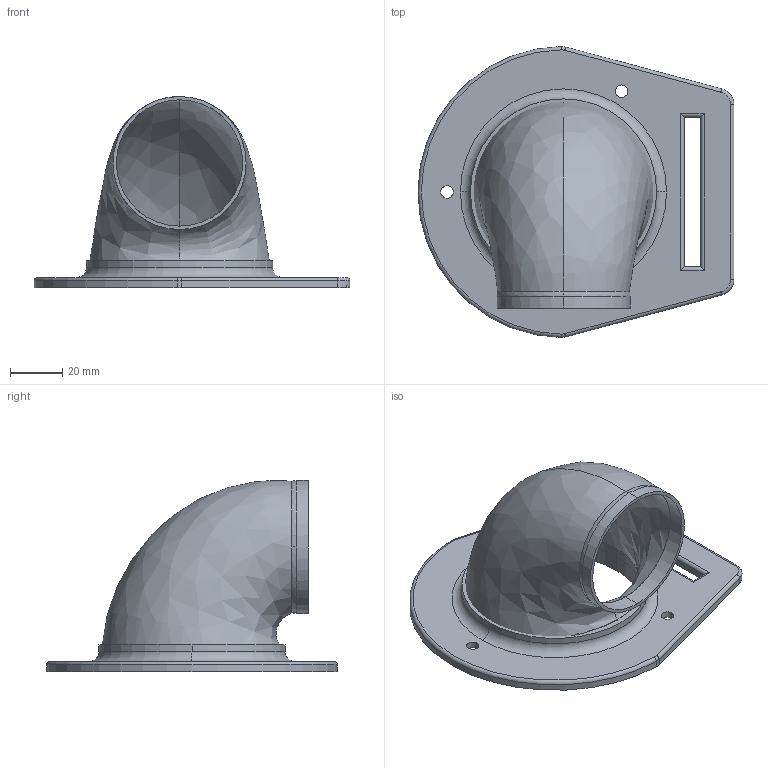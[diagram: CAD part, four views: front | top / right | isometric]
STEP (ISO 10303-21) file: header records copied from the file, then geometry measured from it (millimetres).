
FILE_DESCRIPTION((''),'2;1');
FILE_NAME('PIPERVENT_ASM','2021-11-20T11:21:48',('johnm'),(''),'CREO PARAMETRIC BY PTC INC, 2021063','CREO PARAMETRIC BY PTC INC, 2021063','');
FILE_SCHEMA(('CONFIG_CONTROL_DESIGN'));
Length unit declared in the file: inch
Products named in the file (3): BASE_VENT; VENT_VENT; PIPERVENT_ASM
Assembly tree (2 placements, depth 2):
  PIPERVENT_ASM
    BASE_VENT
    VENT_VENT
Bounding box: 120.65 x 111.11 x 72.96 mm (x, y, z)
Volume: 37119.4 mm3; surface area: 47922 mm2
Topology: 2 solids, 2 shells, 78 faces, 190 edges, 117 vertices
Faces by surface type: cylinder 37, plane 17, bspline 14, torus 10
Entity records: 3860 total; most frequent: CARTESIAN_POINT 1981, ORIENTED_EDGE 380, DIRECTION 367, EDGE_CURVE 190, AXIS2_PLACEMENT_3D 150, VERTEX_POINT 117, EDGE_LOOP 93, CIRCLE 81
